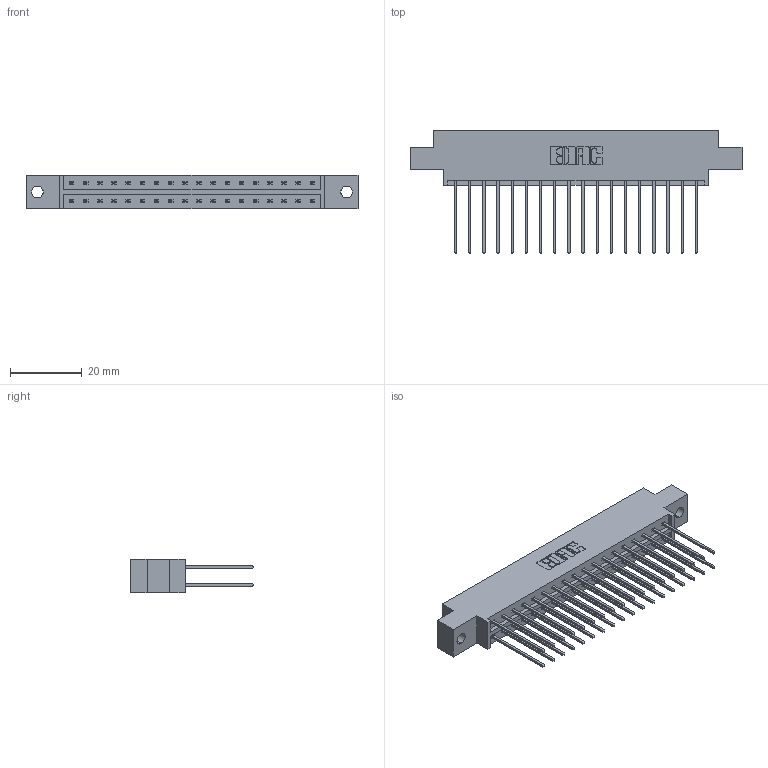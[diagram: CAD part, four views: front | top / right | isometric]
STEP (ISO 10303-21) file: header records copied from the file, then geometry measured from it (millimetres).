
FILE_DESCRIPTION (( 'STEP AP203' ), '1' );
FILE_NAME ('333-036-541-802.STEP', '2018-08-03T01:07:57', ( '' ), ( '' ), 'SwSTEP 2.0', 'SolidWorks 2016', '' );
FILE_SCHEMA (( 'CONFIG_CONTROL_DESIGN' ));
Length unit declared in the file: inch
Products named in the file (3): 333 Part_Offset - .128 Dia; 345-292-001_345-293-141; 333-036-541-802
Assembly tree (37 placements, depth 2):
  333-036-541-802
    333 Part_Offset - .128 Dia
    345-292-001_345-293-141  x36
Bounding box: 92.86 x 34.3 x 9.4 mm (x, y, z)
Volume: 9198.3 mm3; surface area: 11592.8 mm2
Topology: 37 solids, 37 shells, 1990 faces, 5903 edges, 3886 vertices
Faces by surface type: plane 1370, cylinder 620
Entity records: 14837 total; most frequent: CARTESIAN_POINT 2490, ORIENTED_EDGE 2426, DIRECTION 2169, EDGE_CURVE 1213, LINE 1085, VECTOR 1085, VERTEX_POINT 806, AXIS2_PLACEMENT_3D 542
